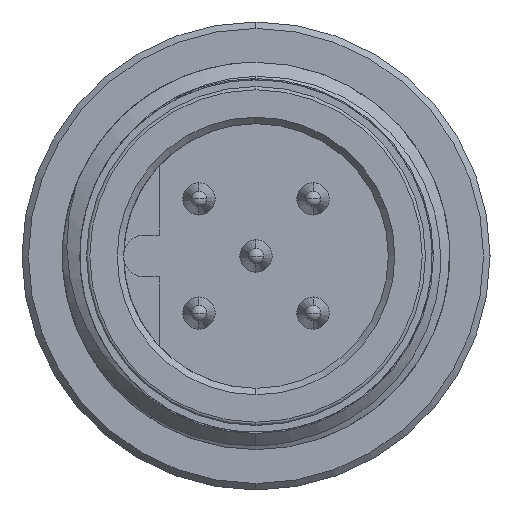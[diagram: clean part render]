
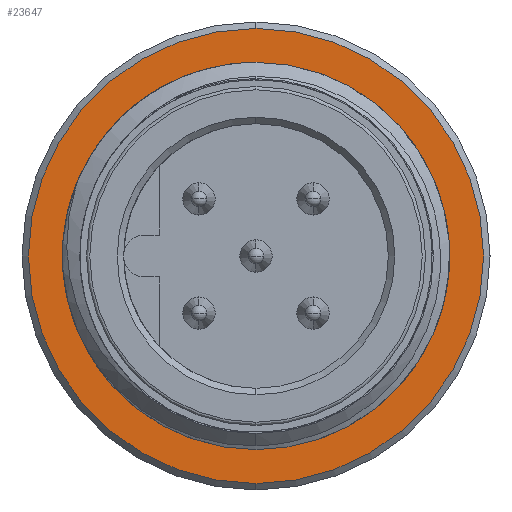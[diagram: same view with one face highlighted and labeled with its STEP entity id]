
A CAD part, left-side view. The second image highlights one B-rep face of the part: STEP entity #23647.
In plain terms, the highlighted planar face has unit normal (-1, 0, 0).
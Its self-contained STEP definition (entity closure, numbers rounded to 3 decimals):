
#361 = DIRECTION ( 'NONE',  ( 0., 0., -1. ) ) ;
#1847 = FACE_OUTER_BOUND ( 'NONE', #16510, .T. ) ;
#2118 = CARTESIAN_POINT ( 'NONE',  ( 7., 0., -7.05 ) ) ;
#2321 = EDGE_CURVE ( 'NONE', #9643, #5171, #9706, .T. ) ;
#2487 = CARTESIAN_POINT ( 'NONE',  ( 7., 0., 0. ) ) ;
#2535 = AXIS2_PLACEMENT_3D ( 'NONE', #8284, #7989, #19915 ) ;
#3884 = CIRCLE ( 'NONE', #20945, 7.05 ) ;
#4212 = CARTESIAN_POINT ( 'NONE',  ( 7., 0., 6. ) ) ;
#5171 = VERTEX_POINT ( 'NONE', #16691 ) ;
#5285 = EDGE_LOOP ( 'NONE', ( #13872, #24963 ) ) ;
#5617 = ORIENTED_EDGE ( 'NONE', *, *, #19479, .T. ) ;
#5968 = AXIS2_PLACEMENT_3D ( 'NONE', #25049, #8991, #16328 ) ;
#7989 = DIRECTION ( 'NONE',  ( -1., 0., 0. ) ) ;
#8233 = DIRECTION ( 'NONE',  ( 1., 0., 0. ) ) ;
#8284 = CARTESIAN_POINT ( 'NONE',  ( 7., 0., 0. ) ) ;
#8991 = DIRECTION ( 'NONE',  ( -1., 0., 0. ) ) ;
#9643 = VERTEX_POINT ( 'NONE', #2118 ) ;
#9706 = CIRCLE ( 'NONE', #13603, 7.05 ) ;
#10382 = DIRECTION ( 'NONE',  ( 0., 0., -1. ) ) ;
#10648 = CARTESIAN_POINT ( 'NONE',  ( 7., 0., -6. ) ) ;
#11140 = CARTESIAN_POINT ( 'NONE',  ( 7., 6., 0. ) ) ;
#11488 = DIRECTION ( 'NONE',  ( -1., 0., 0. ) ) ;
#13603 = AXIS2_PLACEMENT_3D ( 'NONE', #2487, #11488, #361 ) ;
#13872 = ORIENTED_EDGE ( 'NONE', *, *, #23787, .F. ) ;
#14733 = CIRCLE ( 'NONE', #5968, 6. ) ;
#14822 = CARTESIAN_POINT ( 'NONE',  ( 7., 0., 0. ) ) ;
#15727 = DIRECTION ( 'NONE',  ( 0., 0., -1. ) ) ;
#16328 = DIRECTION ( 'NONE',  ( 0., 0., 1. ) ) ;
#16510 = EDGE_LOOP ( 'NONE', ( #27418, #5617 ) ) ;
#16691 = CARTESIAN_POINT ( 'NONE',  ( 7., 0., 7.05 ) ) ;
#17100 = VERTEX_POINT ( 'NONE', #4212 ) ;
#17170 = AXIS2_PLACEMENT_3D ( 'NONE', #11140, #8233, #15727 ) ;
#17759 = VERTEX_POINT ( 'NONE', #10648 ) ;
#18607 = CIRCLE ( 'NONE', #2535, 6. ) ;
#19479 = EDGE_CURVE ( 'NONE', #5171, #9643, #3884, .T. ) ;
#19915 = DIRECTION ( 'NONE',  ( 0., 0., 1. ) ) ;
#20470 = FACE_BOUND ( 'NONE', #5285, .T. ) ;
#20945 = AXIS2_PLACEMENT_3D ( 'NONE', #14822, #22015, #10382 ) ;
#22015 = DIRECTION ( 'NONE',  ( -1., 0., 0. ) ) ;
#22763 = PLANE ( 'NONE',  #17170 ) ;
#23647 = ADVANCED_FACE ( 'NONE', ( #1847, #20470 ), #22763, .F. ) ;
#23787 = EDGE_CURVE ( 'NONE', #17100, #17759, #14733, .T. ) ;
#24963 = ORIENTED_EDGE ( 'NONE', *, *, #28483, .F. ) ;
#25049 = CARTESIAN_POINT ( 'NONE',  ( 7., 0., 0. ) ) ;
#27418 = ORIENTED_EDGE ( 'NONE', *, *, #2321, .T. ) ;
#28483 = EDGE_CURVE ( 'NONE', #17759, #17100, #18607, .T. ) ;
